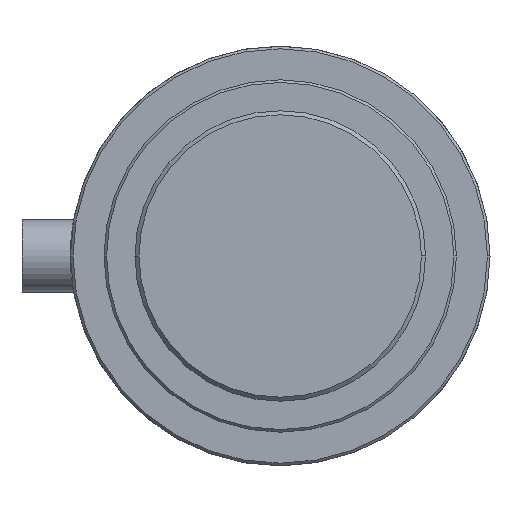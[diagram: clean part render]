
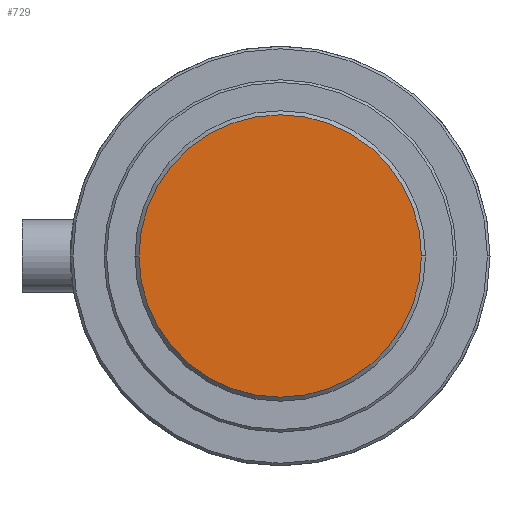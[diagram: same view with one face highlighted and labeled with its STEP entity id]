
A CAD part, left-side view. The second image highlights one B-rep face of the part: STEP entity #729.
In plain terms, the highlighted planar face has unit normal (-1, 0, 0).
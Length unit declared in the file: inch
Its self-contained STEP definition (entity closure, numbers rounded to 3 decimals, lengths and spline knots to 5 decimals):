
#21 = DIRECTION ( 'NONE',  ( 1., 0., 0. ) ) ;
#190 = EDGE_LOOP ( 'NONE', ( #480, #504 ) ) ;
#258 = PLANE ( 'NONE',  #1101 ) ;
#261 = VERTEX_POINT ( 'NONE', #1225 ) ;
#319 = EDGE_CURVE ( 'NONE', #261, #444, #533, .T. ) ;
#357 = EDGE_CURVE ( 'NONE', #444, #261, #741, .T. ) ;
#365 = DIRECTION ( 'NONE',  ( 0., -1., 0. ) ) ;
#444 = VERTEX_POINT ( 'NONE', #1260 ) ;
#476 = FACE_OUTER_BOUND ( 'NONE', #190, .T. ) ;
#480 = ORIENTED_EDGE ( 'NONE', *, *, #319, .F. ) ;
#504 = ORIENTED_EDGE ( 'NONE', *, *, #357, .F. ) ;
#533 = CIRCLE ( 'NONE', #820, 1.094 ) ;
#614 = CARTESIAN_POINT ( 'NONE',  ( -22.74892, -9.97039, 0. ) ) ;
#729 = ADVANCED_FACE ( 'NONE', ( #476 ), #258, .T. ) ;
#741 = CIRCLE ( 'NONE', #1279, 1.094 ) ;
#820 = AXIS2_PLACEMENT_3D ( 'NONE', #1242, #21, #850 ) ;
#850 = DIRECTION ( 'NONE',  ( 0., 1., 0. ) ) ;
#998 = DIRECTION ( 'NONE',  ( 1., 0., 0. ) ) ;
#1007 = DIRECTION ( 'NONE',  ( 0., 1., 0. ) ) ;
#1101 = AXIS2_PLACEMENT_3D ( 'NONE', #1107, #1122, #365 ) ;
#1107 = CARTESIAN_POINT ( 'NONE',  ( -22.74892, -15.91471, 0. ) ) ;
#1122 = DIRECTION ( 'NONE',  ( -1., 0., 0. ) ) ;
#1225 = CARTESIAN_POINT ( 'NONE',  ( -22.74892, -8.87639, 0. ) ) ;
#1242 = CARTESIAN_POINT ( 'NONE',  ( -22.74892, -9.97039, 0. ) ) ;
#1260 = CARTESIAN_POINT ( 'NONE',  ( -22.74892, -11.06439, 0. ) ) ;
#1279 = AXIS2_PLACEMENT_3D ( 'NONE', #614, #998, #1007 ) ;
